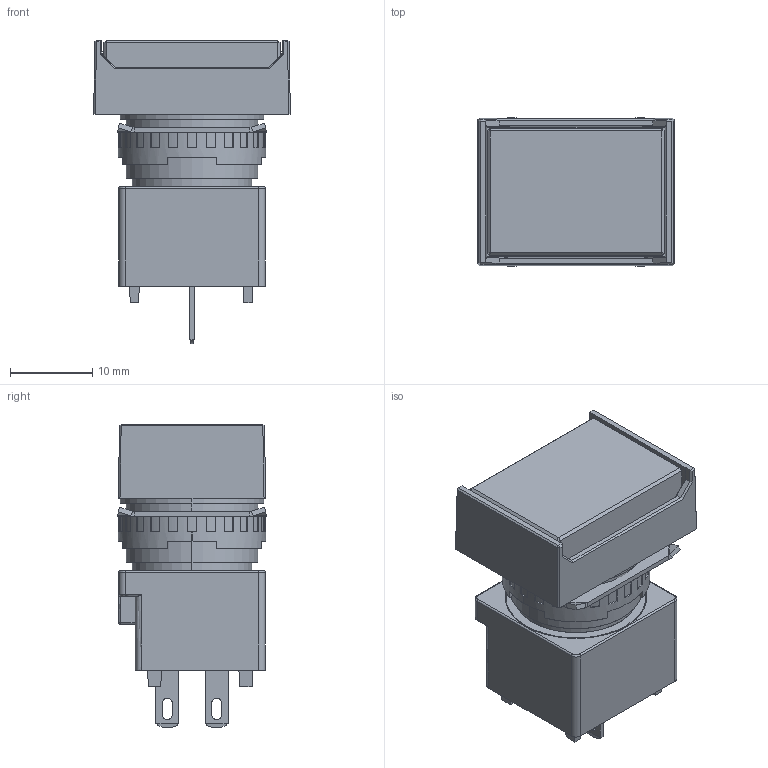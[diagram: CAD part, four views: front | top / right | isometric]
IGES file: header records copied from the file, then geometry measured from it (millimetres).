
Start section: SolidWorks IGES file using analytic representation for surfaces
Global section: file name: 13_LB3P-1T0[1][3][4]$.IGS; native system: SolidWorks 2019; preprocessor: SolidWorks 2019; author: 1003660; date: 200925.090714; units: millimetre
Bounding box: 23.9 x 18.07 x 36.9 mm (x, y, z)
Surface area: 5987.1 mm2 (no closed solid volume)
Topology: 0 solids, 0 shells, 388 faces, 2885 edges, 2879 vertices
Faces by surface type: bspline 279, revolution 109
